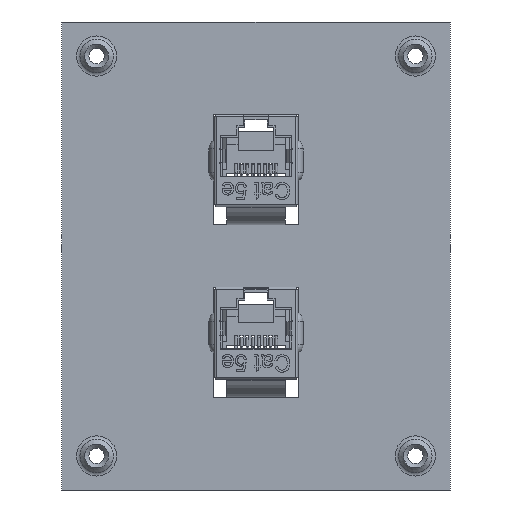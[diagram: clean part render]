
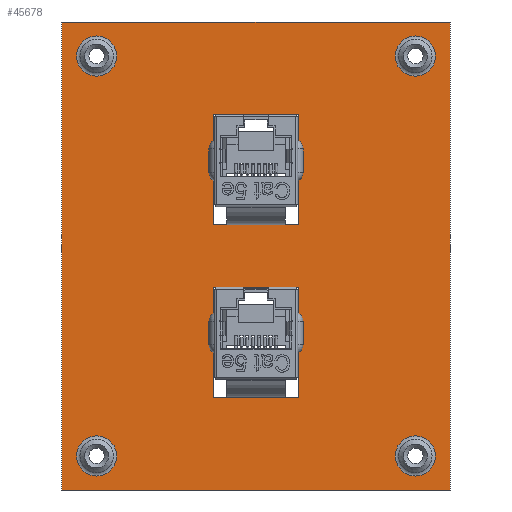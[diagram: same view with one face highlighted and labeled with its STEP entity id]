
A CAD part, front view. The second image highlights one B-rep face of the part: STEP entity #45678.
In plain terms, the highlighted planar face has unit normal (0, -1, 0).
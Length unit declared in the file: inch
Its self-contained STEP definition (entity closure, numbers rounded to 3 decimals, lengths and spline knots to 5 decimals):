
#752 = EDGE_LOOP ( 'NONE', ( #40276 ) ) ;
#844 = CARTESIAN_POINT ( 'NONE',  ( 1.34, 0., 1.615 ) ) ;
#877 = LINE ( 'NONE', #28452, #38092 ) ;
#1150 = DIRECTION ( 'NONE',  ( 0., 0., -1. ) ) ;
#1159 = ORIENTED_EDGE ( 'NONE', *, *, #7698, .F. ) ;
#1338 = CARTESIAN_POINT ( 'NONE',  ( 1.1, 0., 1.38 ) ) ;
#1603 = VERTEX_POINT ( 'NONE', #38494 ) ;
#2030 = CARTESIAN_POINT ( 'NONE',  ( -1.34, 0., -0.975 ) ) ;
#2076 = DIRECTION ( 'NONE',  ( 0., 0., 1. ) ) ;
#2708 = EDGE_CURVE ( 'NONE', #41835, #41835, #46386, .T. ) ;
#3067 = FACE_BOUND ( 'NONE', #13923, .T. ) ;
#3621 = ORIENTED_EDGE ( 'NONE', *, *, #18753, .F. ) ;
#3833 = AXIS2_PLACEMENT_3D ( 'NONE', #41334, #16234, #41485 ) ;
#4033 = ORIENTED_EDGE ( 'NONE', *, *, #16117, .F. ) ;
#4200 = FACE_BOUND ( 'NONE', #39913, .T. ) ;
#4488 = VECTOR ( 'NONE', #31372, 39.37008 ) ;
#4642 = VERTEX_POINT ( 'NONE', #12547 ) ;
#4859 = VERTEX_POINT ( 'NONE', #43018 ) ;
#4884 = CARTESIAN_POINT ( 'NONE',  ( -1.34, 0., 0.215 ) ) ;
#4957 = LINE ( 'NONE', #26346, #42161 ) ;
#4976 = DIRECTION ( 'NONE',  ( 0., 0., -1. ) ) ;
#5214 = ORIENTED_EDGE ( 'NONE', *, *, #27988, .F. ) ;
#5332 = LINE ( 'NONE', #45096, #42539 ) ;
#5983 = ORIENTED_EDGE ( 'NONE', *, *, #9873, .F. ) ;
#7004 = CARTESIAN_POINT ( 'NONE',  ( -1.34, 0., 1.615 ) ) ;
#7186 = EDGE_LOOP ( 'NONE', ( #40784 ) ) ;
#7623 = CARTESIAN_POINT ( 'NONE',  ( -1.34, 0., -1.615 ) ) ;
#7698 = EDGE_CURVE ( 'NONE', #29177, #8396, #877, .T. ) ;
#8002 = EDGE_CURVE ( 'NONE', #11959, #11959, #45986, .T. ) ;
#8046 = VERTEX_POINT ( 'NONE', #22909 ) ;
#8083 = DIRECTION ( 'NONE',  ( -1., 0., 0. ) ) ;
#8311 = LINE ( 'NONE', #30324, #16709 ) ;
#8396 = VERTEX_POINT ( 'NONE', #7004 ) ;
#8517 = LINE ( 'NONE', #42856, #36153 ) ;
#8860 = EDGE_CURVE ( 'NONE', #4859, #25422, #17088, .T. ) ;
#8875 = DIRECTION ( 'NONE',  ( 0., -1., 0. ) ) ;
#9266 = CARTESIAN_POINT ( 'NONE',  ( 0.2925, 0., 0.215 ) ) ;
#9785 = CARTESIAN_POINT ( 'NONE',  ( 0.2925, 0., -1.615 ) ) ;
#9873 = EDGE_CURVE ( 'NONE', #8046, #4642, #8311, .T. ) ;
#10411 = CARTESIAN_POINT ( 'NONE',  ( -1.1, 0., 1.38 ) ) ;
#10425 = CARTESIAN_POINT ( 'NONE',  ( 1.1, 0., -1.38 ) ) ;
#10750 = VERTEX_POINT ( 'NONE', #28982 ) ;
#11228 = EDGE_CURVE ( 'NONE', #8396, #41020, #46519, .T. ) ;
#11959 = VERTEX_POINT ( 'NONE', #35889 ) ;
#11966 = ORIENTED_EDGE ( 'NONE', *, *, #11228, .F. ) ;
#12524 = PLANE ( 'NONE',  #3833 ) ;
#12547 = CARTESIAN_POINT ( 'NONE',  ( -0.2925, 0., -0.215 ) ) ;
#12635 = FACE_BOUND ( 'NONE', #7186, .T. ) ;
#12669 = ORIENTED_EDGE ( 'NONE', *, *, #43546, .F. ) ;
#12935 = LINE ( 'NONE', #9785, #4488 ) ;
#13115 = VECTOR ( 'NONE', #30842, 39.37008 ) ;
#13643 = CIRCLE ( 'NONE', #22765, 0.13852 ) ;
#13923 = EDGE_LOOP ( 'NONE', ( #3621 ) ) ;
#13951 = EDGE_CURVE ( 'NONE', #27351, #41020, #23217, .T. ) ;
#14019 = DIRECTION ( 'NONE',  ( 0., 0., -1. ) ) ;
#14042 = DIRECTION ( 'NONE',  ( 0., 0., -1. ) ) ;
#14055 = DIRECTION ( 'NONE',  ( 0., 0., -1. ) ) ;
#14416 = CARTESIAN_POINT ( 'NONE',  ( 1.1, 0., -1.51852 ) ) ;
#15546 = EDGE_CURVE ( 'NONE', #32772, #8046, #12935, .T. ) ;
#15584 = LINE ( 'NONE', #29632, #40971 ) ;
#16117 = EDGE_CURVE ( 'NONE', #25422, #10750, #5332, .T. ) ;
#16234 = DIRECTION ( 'NONE',  ( 0., -1., 0. ) ) ;
#16300 = ORIENTED_EDGE ( 'NONE', *, *, #26811, .F. ) ;
#16709 = VECTOR ( 'NONE', #23077, 39.37008 ) ;
#17002 = VECTOR ( 'NONE', #2076, 39.37008 ) ;
#17088 = LINE ( 'NONE', #4884, #35170 ) ;
#17712 = VECTOR ( 'NONE', #25424, 39.37008 ) ;
#18123 = VERTEX_POINT ( 'NONE', #14416 ) ;
#18753 = EDGE_CURVE ( 'NONE', #18123, #18123, #24314, .T. ) ;
#19883 = DIRECTION ( 'NONE',  ( 0., 0., 1. ) ) ;
#20422 = CARTESIAN_POINT ( 'NONE',  ( -0.2925, 0., -0.975 ) ) ;
#21365 = VECTOR ( 'NONE', #29317, 39.37008 ) ;
#21393 = CARTESIAN_POINT ( 'NONE',  ( -1.1, 0., -1.51852 ) ) ;
#21534 = ORIENTED_EDGE ( 'NONE', *, *, #13951, .T. ) ;
#21822 = CARTESIAN_POINT ( 'NONE',  ( -1.34, 0., 1.615 ) ) ;
#22213 = FACE_BOUND ( 'NONE', #752, .T. ) ;
#22765 = AXIS2_PLACEMENT_3D ( 'NONE', #10411, #35642, #14042 ) ;
#22817 = DIRECTION ( 'NONE',  ( 1., 0., 0. ) ) ;
#22909 = CARTESIAN_POINT ( 'NONE',  ( 0.2925, 0., -0.215 ) ) ;
#23077 = DIRECTION ( 'NONE',  ( -1., 0., 0. ) ) ;
#23206 = VERTEX_POINT ( 'NONE', #25448 ) ;
#23217 = LINE ( 'NONE', #27258, #17002 ) ;
#24314 = CIRCLE ( 'NONE', #26914, 0.13852 ) ;
#24992 = DIRECTION ( 'NONE',  ( 0., 0., 1. ) ) ;
#25422 = VERTEX_POINT ( 'NONE', #9266 ) ;
#25424 = DIRECTION ( 'NONE',  ( 1., 0., 0. ) ) ;
#25448 = CARTESIAN_POINT ( 'NONE',  ( -1.1, 0., 1.24148 ) ) ;
#26346 = CARTESIAN_POINT ( 'NONE',  ( -0.2925, 0., -1.615 ) ) ;
#26540 = DIRECTION ( 'NONE',  ( 0., -1., 0. ) ) ;
#26811 = EDGE_CURVE ( 'NONE', #37329, #32772, #41861, .T. ) ;
#26914 = AXIS2_PLACEMENT_3D ( 'NONE', #10425, #35654, #14055 ) ;
#27258 = CARTESIAN_POINT ( 'NONE',  ( 1.34, 0., -1.615 ) ) ;
#27351 = VERTEX_POINT ( 'NONE', #34128 ) ;
#27690 = AXIS2_PLACEMENT_3D ( 'NONE', #1338, #26540, #4976 ) ;
#27988 = EDGE_CURVE ( 'NONE', #1603, #4859, #8517, .T. ) ;
#28452 = CARTESIAN_POINT ( 'NONE',  ( -1.34, 0., -1.615 ) ) ;
#28982 = CARTESIAN_POINT ( 'NONE',  ( 0.2925, 0., 0.975 ) ) ;
#29177 = VERTEX_POINT ( 'NONE', #43353 ) ;
#29198 = EDGE_CURVE ( 'NONE', #29177, #27351, #40510, .T. ) ;
#29317 = DIRECTION ( 'NONE',  ( 1., 0., 0. ) ) ;
#29632 = CARTESIAN_POINT ( 'NONE',  ( -1.34, 0., 0.975 ) ) ;
#30202 = ORIENTED_EDGE ( 'NONE', *, *, #44071, .F. ) ;
#30324 = CARTESIAN_POINT ( 'NONE',  ( -1.34, 0., -0.215 ) ) ;
#30453 = CARTESIAN_POINT ( 'NONE',  ( -1.1, 0., -1.38 ) ) ;
#30842 = DIRECTION ( 'NONE',  ( 1., 0., 0. ) ) ;
#30862 = EDGE_LOOP ( 'NONE', ( #31368 ) ) ;
#31368 = ORIENTED_EDGE ( 'NONE', *, *, #33862, .F. ) ;
#31372 = DIRECTION ( 'NONE',  ( 0., 0., 1. ) ) ;
#31822 = FACE_BOUND ( 'NONE', #30862, .T. ) ;
#32772 = VERTEX_POINT ( 'NONE', #35270 ) ;
#33862 = EDGE_CURVE ( 'NONE', #23206, #23206, #13643, .T. ) ;
#34104 = DIRECTION ( 'NONE',  ( 0., 0., -1. ) ) ;
#34128 = CARTESIAN_POINT ( 'NONE',  ( 1.34, 0., -1.615 ) ) ;
#34341 = ORIENTED_EDGE ( 'NONE', *, *, #15546, .F. ) ;
#35083 = AXIS2_PLACEMENT_3D ( 'NONE', #30453, #8875, #34104 ) ;
#35170 = VECTOR ( 'NONE', #22817, 39.37008 ) ;
#35270 = CARTESIAN_POINT ( 'NONE',  ( 0.2925, 0., -0.975 ) ) ;
#35405 = EDGE_LOOP ( 'NONE', ( #11966, #1159, #35968, #21534 ) ) ;
#35642 = DIRECTION ( 'NONE',  ( 0., -1., 0. ) ) ;
#35654 = DIRECTION ( 'NONE',  ( 0., -1., 0. ) ) ;
#35889 = CARTESIAN_POINT ( 'NONE',  ( 1.1, 0., 1.24148 ) ) ;
#35968 = ORIENTED_EDGE ( 'NONE', *, *, #29198, .T. ) ;
#36153 = VECTOR ( 'NONE', #14019, 39.37008 ) ;
#37329 = VERTEX_POINT ( 'NONE', #20422 ) ;
#37357 = EDGE_LOOP ( 'NONE', ( #4033, #38799, #5214, #30202 ) ) ;
#38092 = VECTOR ( 'NONE', #24992, 39.37008 ) ;
#38494 = CARTESIAN_POINT ( 'NONE',  ( -0.2925, 0., 0.975 ) ) ;
#38799 = ORIENTED_EDGE ( 'NONE', *, *, #8860, .F. ) ;
#39913 = EDGE_LOOP ( 'NONE', ( #34341, #16300, #12669, #5983 ) ) ;
#40260 = FACE_OUTER_BOUND ( 'NONE', #35405, .T. ) ;
#40276 = ORIENTED_EDGE ( 'NONE', *, *, #8002, .F. ) ;
#40510 = LINE ( 'NONE', #7623, #21365 ) ;
#40784 = ORIENTED_EDGE ( 'NONE', *, *, #2708, .F. ) ;
#40971 = VECTOR ( 'NONE', #8083, 39.37008 ) ;
#41020 = VERTEX_POINT ( 'NONE', #844 ) ;
#41334 = CARTESIAN_POINT ( 'NONE',  ( -1.34, 0., -1.615 ) ) ;
#41485 = DIRECTION ( 'NONE',  ( 0., 0., -1. ) ) ;
#41835 = VERTEX_POINT ( 'NONE', #21393 ) ;
#41861 = LINE ( 'NONE', #2030, #13115 ) ;
#42161 = VECTOR ( 'NONE', #1150, 39.37008 ) ;
#42532 = FACE_BOUND ( 'NONE', #37357, .T. ) ;
#42539 = VECTOR ( 'NONE', #19883, 39.37008 ) ;
#42856 = CARTESIAN_POINT ( 'NONE',  ( -0.2925, 0., -0.425 ) ) ;
#43018 = CARTESIAN_POINT ( 'NONE',  ( -0.2925, 0., 0.215 ) ) ;
#43353 = CARTESIAN_POINT ( 'NONE',  ( -1.34, 0., -1.615 ) ) ;
#43546 = EDGE_CURVE ( 'NONE', #4642, #37329, #4957, .T. ) ;
#44071 = EDGE_CURVE ( 'NONE', #10750, #1603, #15584, .T. ) ;
#45096 = CARTESIAN_POINT ( 'NONE',  ( 0.2925, 0., -0.425 ) ) ;
#45678 = ADVANCED_FACE ( 'NONE', ( #42532, #4200, #31822, #22213, #12635, #3067, #40260 ), #12524, .T. ) ;
#45986 = CIRCLE ( 'NONE', #27690, 0.13852 ) ;
#46386 = CIRCLE ( 'NONE', #35083, 0.13852 ) ;
#46519 = LINE ( 'NONE', #21822, #17712 ) ;
